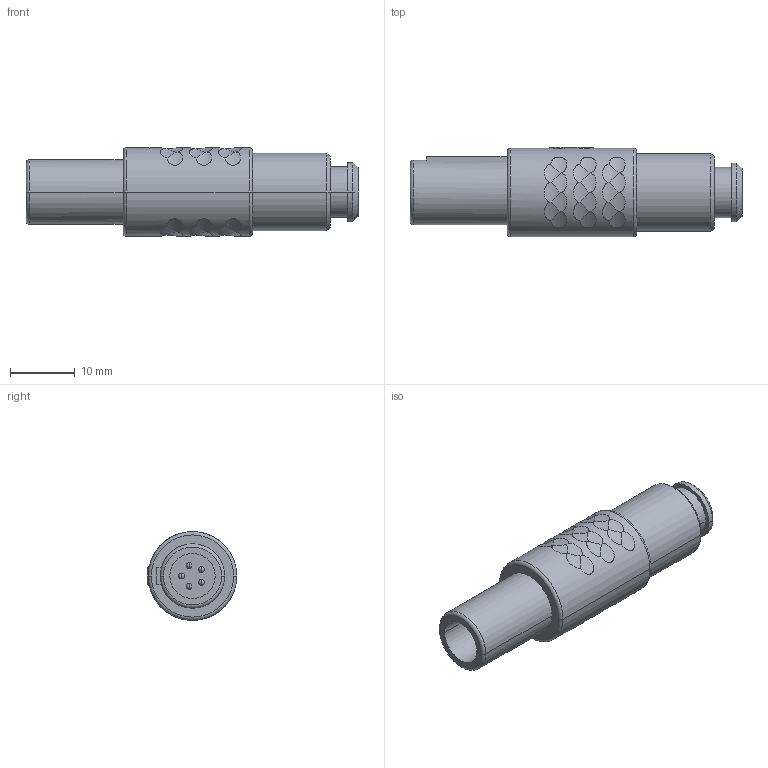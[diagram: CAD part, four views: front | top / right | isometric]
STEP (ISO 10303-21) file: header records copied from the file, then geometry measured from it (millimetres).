
FILE_DESCRIPTION((''),'2;1');
FILE_NAME('S21M0_-P05M','2023-09-11T10:56:45',('RTrager'),(''),'CREO PARAMETRIC BY PTC INC, 2022014','CREO PARAMETRIC BY PTC INC, 2022014','');
FILE_SCHEMA(('AUTOMOTIVE_DESIGN { 1 0 10303 214 1 1 1 1 }'));
Length unit declared in the file: millimetre
Products named in the file (1): S21M0_-P05M
Bounding box: 51.3 x 13.85 x 13.7 mm (x, y, z)
Volume: 4363 mm3; surface area: 3123.7 mm2
Topology: 1 solids, 1 shells, 189 faces, 481 edges, 303 vertices
Faces by surface type: cylinder 102, plane 55, torus 11, sphere 10, bspline 7, cone 4
Entity records: 10234 total; most frequent: CARTESIAN_POINT 2349, ORIENTED_EDGE 942, DIRECTION 883, EDGE_CURVE 471, PROPERTY_DEFINITION 409, REPRESENTATION 408, PROPERTY_DEFINITION_REPRESENTATION 408, AXIS2_PLACEMENT_3D 358
